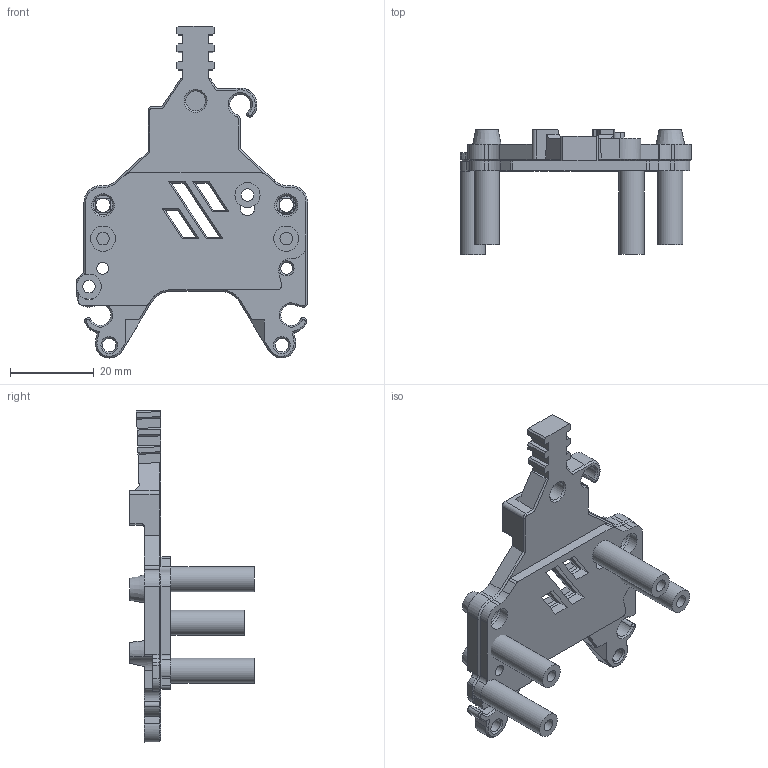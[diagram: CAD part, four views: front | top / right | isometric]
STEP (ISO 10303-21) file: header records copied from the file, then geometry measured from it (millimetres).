
FILE_DESCRIPTION(/* description */ (''),/* implementation_level */ '2;1');
FILE_NAME(/* name */ 'PCBMount.step',/* time_stamp */ '2024-11-01T10:55:34-06:00',/* author */ (''),/* organization */ (''),/* preprocessor_version */ 'ST-DEVELOPER v20',/* originating_system */ 'Autodesk Translation Framework v13.20.0.188',/* authorisation */ '');
FILE_SCHEMA (('AUTOMOTIVE_DESIGN { 1 0 10303 214 3 1 1 }'));
Length unit declared in the file: millimetre
Products named in the file (7): PCB36_Mounts; HGX; HGX_Standoffs; Orbiter2; OB2_Standoffs; OB2_Spacer; PCBMount
Assembly tree (6 placements, depth 3):
  PCB36_Mounts
    HGX
      HGX_Standoffs
    Orbiter2
      OB2_Standoffs
      OB2_Spacer
    PCBMount
Bounding box: 55.34 x 29.89 x 79.46 mm (x, y, z)
Volume: 13664.2 mm3; surface area: 12799.2 mm2
Topology: 6 solids, 6 shells, 440 faces, 1170 edges, 749 vertices
Faces by surface type: plane 260, cylinder 116, cone 48, bspline 9, torus 7
Full cylindrical faces by diameter (mm): 2.8 x3, 3 x6, 3.2 x2, 3.4 x2, 4.7 x3, 5.5 x2, 6 x4
Entity records: 14620 total; most frequent: CARTESIAN_POINT 3202, ORIENTED_EDGE 2340, DIRECTION 2332, EDGE_CURVE 1170, AXIS2_PLACEMENT_3D 791, LINE 750, VECTOR 750, VERTEX_POINT 749
